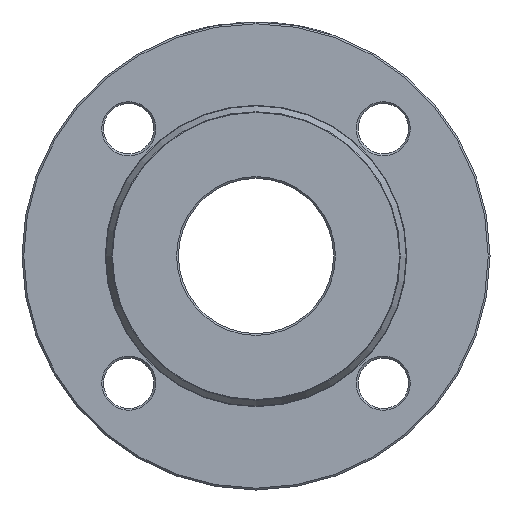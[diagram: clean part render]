
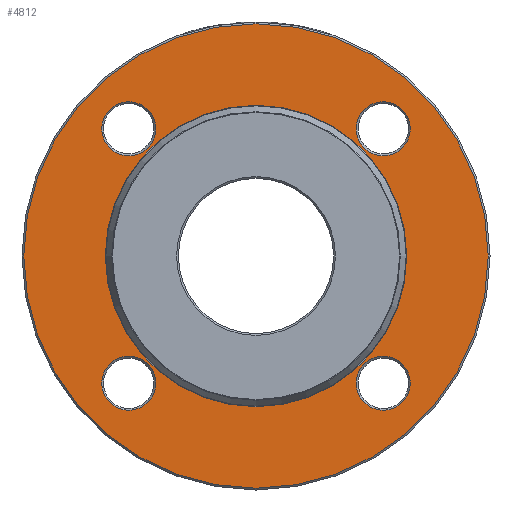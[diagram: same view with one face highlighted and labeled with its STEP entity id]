
A CAD part, left-side view. The second image highlights one B-rep face of the part: STEP entity #4812.
In plain terms, the highlighted planar face has unit normal (-1, 0, 0).
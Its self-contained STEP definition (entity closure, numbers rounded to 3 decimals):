
#46 = CARTESIAN_POINT ( 'NONE',  ( 3., 0., 0. ) ) ;
#201 = ORIENTED_EDGE ( 'NONE', *, *, #4250, .T. ) ;
#210 = CARTESIAN_POINT ( 'NONE',  ( 3., 41.732, 0. ) ) ;
#217 = CARTESIAN_POINT ( 'NONE',  ( 3., -42.855, -35.355 ) ) ;
#222 = EDGE_CURVE ( 'NONE', #2749, #2749, #4539, .T. ) ;
#240 = ORIENTED_EDGE ( 'NONE', *, *, #1366, .T. ) ;
#257 = FACE_BOUND ( 'NONE', #3196, .T. ) ;
#346 = DIRECTION ( 'NONE',  ( 0., 0., -1. ) ) ;
#421 = AXIS2_PLACEMENT_3D ( 'NONE', #2981, #4814, #2885 ) ;
#474 = ORIENTED_EDGE ( 'NONE', *, *, #222, .T. ) ;
#599 = VERTEX_POINT ( 'NONE', #217 ) ;
#622 = EDGE_LOOP ( 'NONE', ( #201 ) ) ;
#749 = AXIS2_PLACEMENT_3D ( 'NONE', #4854, #3951, #1377 ) ;
#784 = ORIENTED_EDGE ( 'NONE', *, *, #4327, .T. ) ;
#1042 = PLANE ( 'NONE',  #4175 ) ;
#1103 = CARTESIAN_POINT ( 'NONE',  ( 3., 35.355, 35.355 ) ) ;
#1332 = EDGE_LOOP ( 'NONE', ( #784 ) ) ;
#1351 = DIRECTION ( 'NONE',  ( 0., 0., -1. ) ) ;
#1366 = EDGE_CURVE ( 'NONE', #2901, #2901, #4874, .T. ) ;
#1377 = DIRECTION ( 'NONE',  ( 0., -1., 0. ) ) ;
#1409 = VERTEX_POINT ( 'NONE', #4046 ) ;
#1422 = CIRCLE ( 'NONE', #4258, 41.848 ) ;
#1449 = FACE_BOUND ( 'NONE', #622, .T. ) ;
#1457 = CARTESIAN_POINT ( 'NONE',  ( 3., 42.855, 35.355 ) ) ;
#1589 = EDGE_CURVE ( 'NONE', #4428, #4428, #3922, .T. ) ;
#1747 = CIRCLE ( 'NONE', #1823, 7.5 ) ;
#1819 = ORIENTED_EDGE ( 'NONE', *, *, #3419, .T. ) ;
#1823 = AXIS2_PLACEMENT_3D ( 'NONE', #4252, #3502, #4607 ) ;
#1826 = FACE_BOUND ( 'NONE', #2536, .T. ) ;
#1873 = AXIS2_PLACEMENT_3D ( 'NONE', #1103, #3890, #2347 ) ;
#2206 = FACE_BOUND ( 'NONE', #3803, .T. ) ;
#2347 = DIRECTION ( 'NONE',  ( 0., 1., 0. ) ) ;
#2496 = VERTEX_POINT ( 'NONE', #4832 ) ;
#2536 = EDGE_LOOP ( 'NONE', ( #240 ) ) ;
#2749 = VERTEX_POINT ( 'NONE', #3687 ) ;
#2885 = DIRECTION ( 'NONE',  ( 0., 0., -1. ) ) ;
#2901 = VERTEX_POINT ( 'NONE', #1457 ) ;
#2981 = CARTESIAN_POINT ( 'NONE',  ( 3., 0., 0. ) ) ;
#2992 = DIRECTION ( 'NONE',  ( 1., 0., 0. ) ) ;
#3196 = EDGE_LOOP ( 'NONE', ( #4415 ) ) ;
#3358 = FACE_OUTER_BOUND ( 'NONE', #3902, .T. ) ;
#3419 = EDGE_CURVE ( 'NONE', #599, #599, #4960, .T. ) ;
#3502 = DIRECTION ( 'NONE',  ( 1., 0., 0. ) ) ;
#3668 = AXIS2_PLACEMENT_3D ( 'NONE', #4494, #3756, #3806 ) ;
#3687 = CARTESIAN_POINT ( 'NONE',  ( 3., 0., -64.5 ) ) ;
#3756 = DIRECTION ( 'NONE',  ( 1., 0., 0. ) ) ;
#3803 = EDGE_LOOP ( 'NONE', ( #1819 ) ) ;
#3806 = DIRECTION ( 'NONE',  ( 0., 0., 1. ) ) ;
#3890 = DIRECTION ( 'NONE',  ( 1., 0., 0. ) ) ;
#3902 = EDGE_LOOP ( 'NONE', ( #474 ) ) ;
#3922 = CIRCLE ( 'NONE', #3668, 7.5 ) ;
#3951 = DIRECTION ( 'NONE',  ( 1., 0., 0. ) ) ;
#4046 = CARTESIAN_POINT ( 'NONE',  ( 3., 0., -41.848 ) ) ;
#4175 = AXIS2_PLACEMENT_3D ( 'NONE', #210, #2992, #1351 ) ;
#4250 = EDGE_CURVE ( 'NONE', #2496, #2496, #1747, .T. ) ;
#4252 = CARTESIAN_POINT ( 'NONE',  ( 3., 35.355, -35.355 ) ) ;
#4258 = AXIS2_PLACEMENT_3D ( 'NONE', #46, #4280, #346 ) ;
#4280 = DIRECTION ( 'NONE',  ( 1., 0., 0. ) ) ;
#4327 = EDGE_CURVE ( 'NONE', #1409, #1409, #1422, .T. ) ;
#4415 = ORIENTED_EDGE ( 'NONE', *, *, #1589, .T. ) ;
#4428 = VERTEX_POINT ( 'NONE', #4451 ) ;
#4451 = CARTESIAN_POINT ( 'NONE',  ( 3., -35.355, 42.855 ) ) ;
#4494 = CARTESIAN_POINT ( 'NONE',  ( 3., -35.355, 35.355 ) ) ;
#4539 = CIRCLE ( 'NONE', #421, 64.5 ) ;
#4607 = DIRECTION ( 'NONE',  ( 0., 0., -1. ) ) ;
#4812 = ADVANCED_FACE ( 'NONE', ( #2206, #257, #1826, #1449, #4875, #3358 ), #1042, .F. ) ;
#4814 = DIRECTION ( 'NONE',  ( -1., 0., 0. ) ) ;
#4832 = CARTESIAN_POINT ( 'NONE',  ( 3., 35.355, -42.855 ) ) ;
#4854 = CARTESIAN_POINT ( 'NONE',  ( 3., -35.355, -35.355 ) ) ;
#4874 = CIRCLE ( 'NONE', #1873, 7.5 ) ;
#4875 = FACE_BOUND ( 'NONE', #1332, .T. ) ;
#4960 = CIRCLE ( 'NONE', #749, 7.5 ) ;
